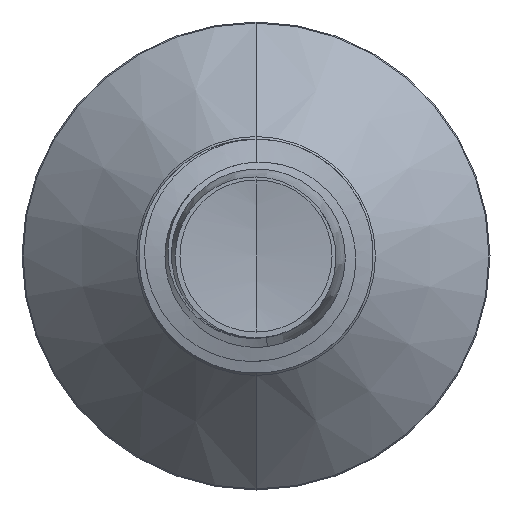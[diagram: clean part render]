
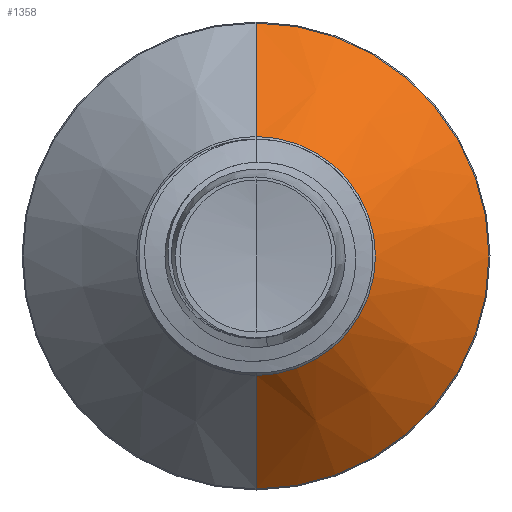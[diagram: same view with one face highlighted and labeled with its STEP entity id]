
A CAD part, front view. The second image highlights one B-rep face of the part: STEP entity #1358.
In plain terms, the highlighted conical face has half-angle 45 degrees and reference radius 2.042 mm.
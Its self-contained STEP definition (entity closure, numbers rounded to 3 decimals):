
#618 = CARTESIAN_POINT ( 'NONE',  ( 0., 2.842, -2.042 ) ) ;
#744 = CARTESIAN_POINT ( 'NONE',  ( 0., 4.782, -3.982 ) ) ;
#1013 = ORIENTED_EDGE ( 'NONE', *, *, #11412, .F. ) ;
#1087 = CIRCLE ( 'NONE', #7373, 2.042 ) ;
#1109 = VECTOR ( 'NONE', #9809, 1000. ) ;
#1358 = ADVANCED_FACE ( 'NONE', ( #2814 ), #6897, .T. ) ;
#1395 = DIRECTION ( 'NONE',  ( 0., 1., 0. ) ) ;
#1543 = VECTOR ( 'NONE', #4175, 1000. ) ;
#2317 = CIRCLE ( 'NONE', #2949, 3.982 ) ;
#2814 = FACE_OUTER_BOUND ( 'NONE', #9175, .T. ) ;
#2949 = AXIS2_PLACEMENT_3D ( 'NONE', #7053, #1395, #7970 ) ;
#3422 = LINE ( 'NONE', #4353, #1109 ) ;
#3626 = ORIENTED_EDGE ( 'NONE', *, *, #10144, .F. ) ;
#3668 = DIRECTION ( 'NONE',  ( 0., 0., 1. ) ) ;
#3832 = CARTESIAN_POINT ( 'NONE',  ( 0., 2.842, 0. ) ) ;
#4046 = EDGE_CURVE ( 'NONE', #7216, #7545, #3422, .T. ) ;
#4131 = LINE ( 'NONE', #6350, #1543 ) ;
#4175 = DIRECTION ( 'NONE',  ( 0., 0.707, 0.707 ) ) ;
#4353 = CARTESIAN_POINT ( 'NONE',  ( 0., 2.842, -2.042 ) ) ;
#4467 = VERTEX_POINT ( 'NONE', #8337 ) ;
#4758 = DIRECTION ( 'NONE',  ( 0., 0., 1. ) ) ;
#5293 = AXIS2_PLACEMENT_3D ( 'NONE', #8232, #9143, #3668 ) ;
#5364 = CARTESIAN_POINT ( 'NONE',  ( 0., 2.842, 2.042 ) ) ;
#5790 = ORIENTED_EDGE ( 'NONE', *, *, #9163, .T. ) ;
#6350 = CARTESIAN_POINT ( 'NONE',  ( 0., 2.842, 2.042 ) ) ;
#6897 = CONICAL_SURFACE ( 'NONE', #5293, 2.042, 0.785 ) ;
#7053 = CARTESIAN_POINT ( 'NONE',  ( 0., 4.782, 0. ) ) ;
#7193 = VERTEX_POINT ( 'NONE', #5364 ) ;
#7216 = VERTEX_POINT ( 'NONE', #618 ) ;
#7373 = AXIS2_PLACEMENT_3D ( 'NONE', #3832, #10199, #4758 ) ;
#7545 = VERTEX_POINT ( 'NONE', #744 ) ;
#7970 = DIRECTION ( 'NONE',  ( 0., 0., 1. ) ) ;
#8210 = ORIENTED_EDGE ( 'NONE', *, *, #4046, .T. ) ;
#8232 = CARTESIAN_POINT ( 'NONE',  ( 0., 2.842, 0. ) ) ;
#8337 = CARTESIAN_POINT ( 'NONE',  ( 0., 4.782, 3.982 ) ) ;
#9143 = DIRECTION ( 'NONE',  ( 0., 1., 0. ) ) ;
#9163 = EDGE_CURVE ( 'NONE', #7193, #7216, #1087, .T. ) ;
#9175 = EDGE_LOOP ( 'NONE', ( #5790, #8210, #1013, #3626 ) ) ;
#9809 = DIRECTION ( 'NONE',  ( 0., 0.707, -0.707 ) ) ;
#10144 = EDGE_CURVE ( 'NONE', #7193, #4467, #4131, .T. ) ;
#10199 = DIRECTION ( 'NONE',  ( 0., 1., 0. ) ) ;
#11412 = EDGE_CURVE ( 'NONE', #4467, #7545, #2317, .T. ) ;
